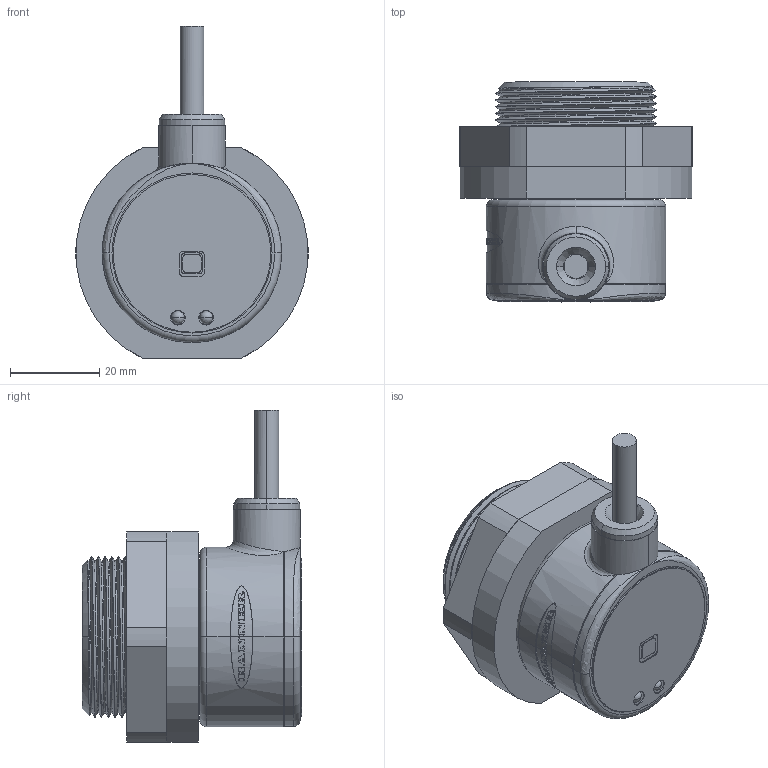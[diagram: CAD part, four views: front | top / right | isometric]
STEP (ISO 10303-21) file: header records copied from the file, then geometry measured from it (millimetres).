
FILE_DESCRIPTION((''),'2;1');
FILE_NAME('188685_ASM','2016-01-14T',('pdmadmin'),(''),'PRO/ENGINEER BY PARAMETRIC TECHNOLOGY CORPORATION, 2013230','PRO/ENGINEER BY PARAMETRIC TECHNOLOGY CORPORATION, 2013230','');
FILE_SCHEMA(('CONFIG_CONTROL_DESIGN'));
Products named in the file (15): 63232_AF0; 53062; 53062_MATCHING_LAYER; 53062_ASM; 70682_AF0_ASM; 32626; 53949_75868_AF0; 53886_AF0; 119872; 119874; 05105_CPREP_AF0; 05175_AF0; 69966; 53887; 188685_ASM
Assembly tree (14 placements, depth 4):
  188685_ASM
    70682_AF0_ASM
      63232_AF0
      53062_ASM
        53062
        53062_MATCHING_LAYER
    32626
    53949_75868_AF0
    53886_AF0
    119872
    119874
    05105_CPREP_AF0
    05175_AF0
    69966
    53887
Bounding box: 51.98 x 49.21 x 74.3 mm (x, y, z)
Volume: 35229.1 mm3; surface area: 42455.2 mm2
Topology: 12 solids, 13 shells, 612 faces, 1632 edges, 1068 vertices
Faces by surface type: cylinder 338, plane 187, bspline 50, cone 18, torus 13, sphere 4, extrusion 2
Entity records: 36541 total; most frequent: CARTESIAN_POINT 21863, ORIENTED_EDGE 3248, DIRECTION 2605, EDGE_CURVE 1626, VERTEX_POINT 1068, AXIS2_PLACEMENT_3D 967, VECTOR 671, EDGE_LOOP 671
